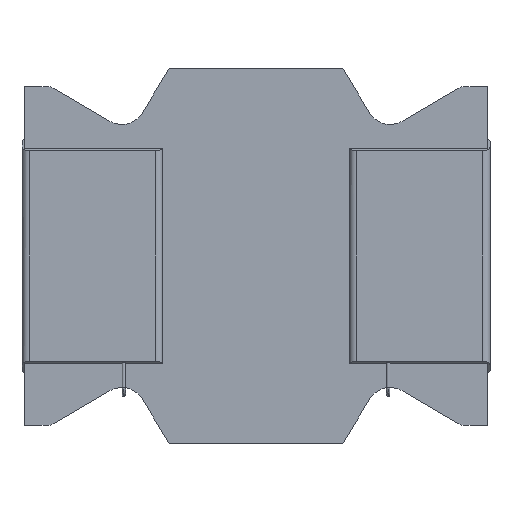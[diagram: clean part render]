
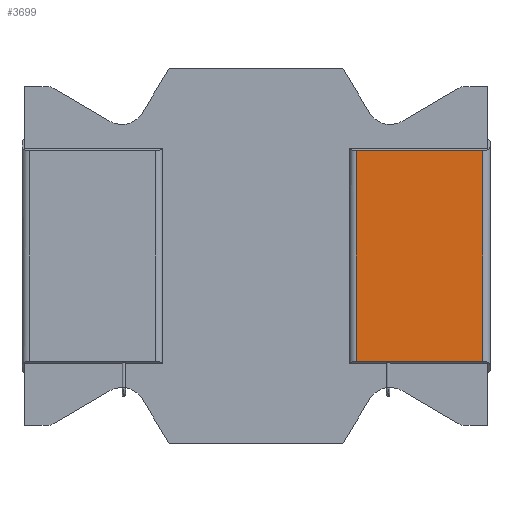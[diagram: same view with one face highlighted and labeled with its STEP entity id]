
A CAD part, front view. The second image highlights one B-rep face of the part: STEP entity #3699.
In plain terms, the highlighted planar face has unit normal (0, -1, 0).
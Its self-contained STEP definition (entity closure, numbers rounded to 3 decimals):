
#205 = VERTEX_POINT ( 'NONE', #4600 ) ;
#221 = CARTESIAN_POINT ( 'NONE',  ( 0.428, -0.453, 0.45 ) ) ;
#339 = EDGE_CURVE ( 'NONE', #1477, #1264, #1455, .T. ) ;
#369 = DIRECTION ( 'NONE',  ( 0., 0., -1. ) ) ;
#393 = CARTESIAN_POINT ( 'NONE',  ( 0.97, -0.453, -0.45 ) ) ;
#863 = DIRECTION ( 'NONE',  ( 0., 1., 0. ) ) ;
#948 = LINE ( 'NONE', #5117, #1590 ) ;
#1264 = VERTEX_POINT ( 'NONE', #3870 ) ;
#1300 = CARTESIAN_POINT ( 'NONE',  ( 1., -0.453, 0.45 ) ) ;
#1455 = LINE ( 'NONE', #3840, #3236 ) ;
#1474 = ORIENTED_EDGE ( 'NONE', *, *, #339, .T. ) ;
#1477 = VERTEX_POINT ( 'NONE', #393 ) ;
#1590 = VECTOR ( 'NONE', #3826, 1000. ) ;
#2011 = VECTOR ( 'NONE', #2647, 1000. ) ;
#2031 = AXIS2_PLACEMENT_3D ( 'NONE', #4478, #863, #4955 ) ;
#2045 = EDGE_CURVE ( 'NONE', #1264, #205, #3369, .T. ) ;
#2054 = ORIENTED_EDGE ( 'NONE', *, *, #4201, .T. ) ;
#2165 = EDGE_CURVE ( 'NONE', #1477, #4473, #948, .T. ) ;
#2647 = DIRECTION ( 'NONE',  ( -1., 0., 0. ) ) ;
#2910 = FACE_OUTER_BOUND ( 'NONE', #4916, .T. ) ;
#3236 = VECTOR ( 'NONE', #3495, 1000. ) ;
#3369 = LINE ( 'NONE', #1300, #2011 ) ;
#3495 = DIRECTION ( 'NONE',  ( 0., 0., 1. ) ) ;
#3699 = ADVANCED_FACE ( 'NONE', ( #2910 ), #5385, .F. ) ;
#3826 = DIRECTION ( 'NONE',  ( -1., 0., 0. ) ) ;
#3840 = CARTESIAN_POINT ( 'NONE',  ( 0.97, -0.453, 0.45 ) ) ;
#3870 = CARTESIAN_POINT ( 'NONE',  ( 0.97, -0.453, 0.45 ) ) ;
#4201 = EDGE_CURVE ( 'NONE', #205, #4473, #5445, .T. ) ;
#4473 = VERTEX_POINT ( 'NONE', #5479 ) ;
#4478 = CARTESIAN_POINT ( 'NONE',  ( 1., -0.453, 0.45 ) ) ;
#4600 = CARTESIAN_POINT ( 'NONE',  ( 0.428, -0.453, 0.45 ) ) ;
#4884 = ORIENTED_EDGE ( 'NONE', *, *, #2045, .T. ) ;
#4916 = EDGE_LOOP ( 'NONE', ( #4884, #2054, #5671, #1474 ) ) ;
#4955 = DIRECTION ( 'NONE',  ( 0., 0., 1. ) ) ;
#5117 = CARTESIAN_POINT ( 'NONE',  ( 1., -0.453, -0.45 ) ) ;
#5237 = VECTOR ( 'NONE', #369, 1000. ) ;
#5385 = PLANE ( 'NONE',  #2031 ) ;
#5445 = LINE ( 'NONE', #221, #5237 ) ;
#5479 = CARTESIAN_POINT ( 'NONE',  ( 0.428, -0.453, -0.45 ) ) ;
#5671 = ORIENTED_EDGE ( 'NONE', *, *, #2165, .F. ) ;
